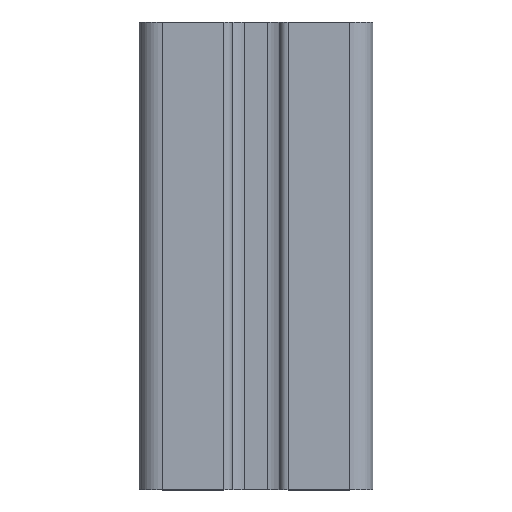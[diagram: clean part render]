
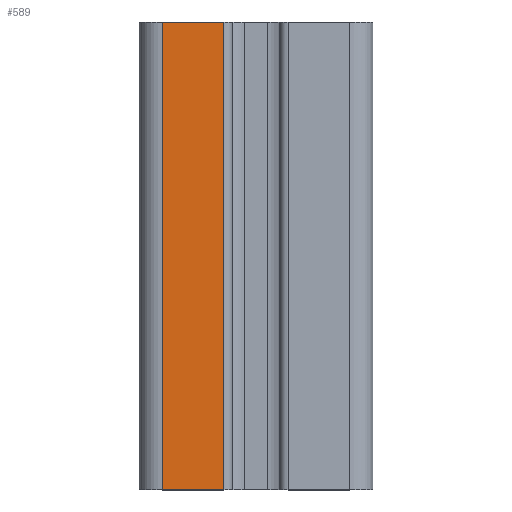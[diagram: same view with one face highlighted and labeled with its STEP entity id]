
A CAD part, top view. The second image highlights one B-rep face of the part: STEP entity #589.
In plain terms, the highlighted planar face has unit normal (0, 0, 1).
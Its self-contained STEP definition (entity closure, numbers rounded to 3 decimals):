
#589 = ADVANCED_FACE( '', ( #1260 ), #1261, .T. );
#1260 = FACE_OUTER_BOUND( '', #1991, .T. );
#1261 = PLANE( '', #1992 );
#1991 = EDGE_LOOP( '', ( #3978, #3979, #3980, #3981 ) );
#1992 = AXIS2_PLACEMENT_3D( '', #3982, #3983, #3984 );
#3978 = ORIENTED_EDGE( '', *, *, #4710, .F. );
#3979 = ORIENTED_EDGE( '', *, *, #5380, .F. );
#3980 = ORIENTED_EDGE( '', *, *, #5179, .T. );
#3981 = ORIENTED_EDGE( '', *, *, #5333, .T. );
#3982 = CARTESIAN_POINT( '', ( -6.9, 100., 25. ) );
#3983 = DIRECTION( '', ( 0., 0., 1. ) );
#3984 = DIRECTION( '', ( 0., -1., 0. ) );
#4710 = EDGE_CURVE( '', #5781, #5782, #5783, .T. );
#5179 = EDGE_CURVE( '', #6519, #6520, #6521, .T. );
#5333 = EDGE_CURVE( '', #6520, #5782, #6732, .T. );
#5380 = EDGE_CURVE( '', #6519, #5781, #6779, .T. );
#5781 = VERTEX_POINT( '', #7258 );
#5782 = VERTEX_POINT( '', #7259 );
#5783 = LINE( '', #7260, #7261 );
#6519 = VERTEX_POINT( '', #8196 );
#6520 = VERTEX_POINT( '', #8197 );
#6521 = LINE( '', #8198, #8199 );
#6732 = LINE( '', #8472, #8473 );
#6779 = LINE( '', #8541, #8542 );
#7258 = CARTESIAN_POINT( '', ( -6.9, 0., 25. ) );
#7259 = CARTESIAN_POINT( '', ( -20., 0., 25. ) );
#7260 = CARTESIAN_POINT( '', ( -6.9, 0., 25. ) );
#7261 = VECTOR( '', #8931, 1000. );
#8196 = CARTESIAN_POINT( '', ( -6.9, 100., 25. ) );
#8197 = CARTESIAN_POINT( '', ( -20., 100., 25. ) );
#8198 = CARTESIAN_POINT( '', ( -6.9, 100., 25. ) );
#8199 = VECTOR( '', #9686, 1000. );
#8472 = CARTESIAN_POINT( '', ( -20., 100., 25. ) );
#8473 = VECTOR( '', #9935, 1000. );
#8541 = CARTESIAN_POINT( '', ( -6.9, 100., 25. ) );
#8542 = VECTOR( '', #9957, 1000. );
#8931 = DIRECTION( '', ( -1., 0., 0. ) );
#9686 = DIRECTION( '', ( -1., 0., 0. ) );
#9935 = DIRECTION( '', ( 0., -1., 0. ) );
#9957 = DIRECTION( '', ( 0., -1., 0. ) );
